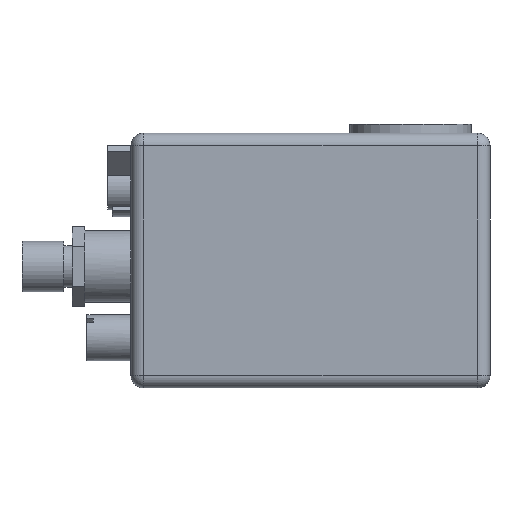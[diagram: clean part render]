
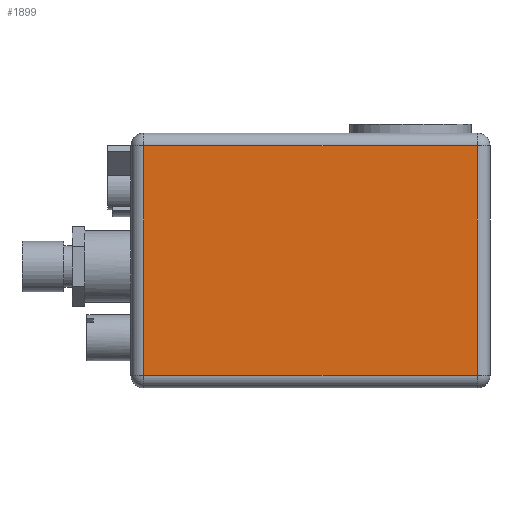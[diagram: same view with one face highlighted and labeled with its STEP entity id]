
A CAD part, front view. The second image highlights one B-rep face of the part: STEP entity #1899.
In plain terms, the highlighted planar face has unit normal (0, -1, 0).
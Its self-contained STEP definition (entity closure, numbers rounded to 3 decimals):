
#48=DIRECTION('',(1.,0.,0.));
#49=VECTOR('',#48,79.7);
#50=CARTESIAN_POINT('',(3.,0.,57.8));
#51=LINE('',#50,#49);
#55=DIRECTION('',(0.,0.,-1.));
#56=VECTOR('',#55,54.8);
#57=CARTESIAN_POINT('',(82.7,0.,57.8));
#58=LINE('',#57,#56);
#62=DIRECTION('',(-1.,0.,0.));
#63=VECTOR('',#62,79.7);
#64=CARTESIAN_POINT('',(82.7,0.,3.));
#65=LINE('',#64,#63);
#69=DIRECTION('',(0.,0.,-1.));
#70=VECTOR('',#69,54.8);
#71=CARTESIAN_POINT('',(3.,0.,57.8));
#72=LINE('',#71,#70);
#1658=CARTESIAN_POINT('',(3.,0.,57.8));
#1659=CARTESIAN_POINT('',(82.7,0.,57.8));
#1660=VERTEX_POINT('',#1658);
#1661=VERTEX_POINT('',#1659);
#1666=CARTESIAN_POINT('',(82.7,0.,3.));
#1667=CARTESIAN_POINT('',(3.,0.,3.));
#1668=VERTEX_POINT('',#1666);
#1669=VERTEX_POINT('',#1667);
#1885=CARTESIAN_POINT('',(0.,0.,0.));
#1886=DIRECTION('',(0.,-1.,0.));
#1887=DIRECTION('',(1.,0.,0.));
#1888=AXIS2_PLACEMENT_3D('',#1885,#1886,#1887);
#1889=PLANE('',#1888);
#1891=ORIENTED_EDGE('',*,*,#1890,.T.);
#1893=ORIENTED_EDGE('',*,*,#1892,.T.);
#1894=ORIENTED_EDGE('',*,*,#1875,.T.);
#1896=ORIENTED_EDGE('',*,*,#1895,.F.);
#1897=EDGE_LOOP('',(#1891,#1893,#1894,#1896));
#1898=FACE_OUTER_BOUND('',#1897,.F.);
#1899=ADVANCED_FACE('',(#1898),#1889,.T.);
#1875=EDGE_CURVE('',#1668,#1669,#65,.T.);
#1890=EDGE_CURVE('',#1660,#1661,#51,.T.);
#1892=EDGE_CURVE('',#1661,#1668,#58,.T.);
#1895=EDGE_CURVE('',#1660,#1669,#72,.T.);
